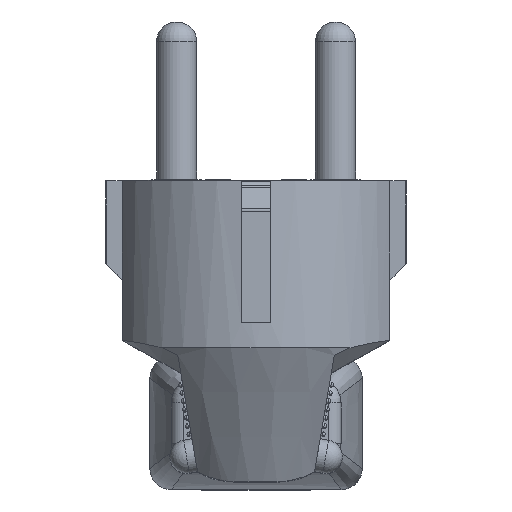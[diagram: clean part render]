
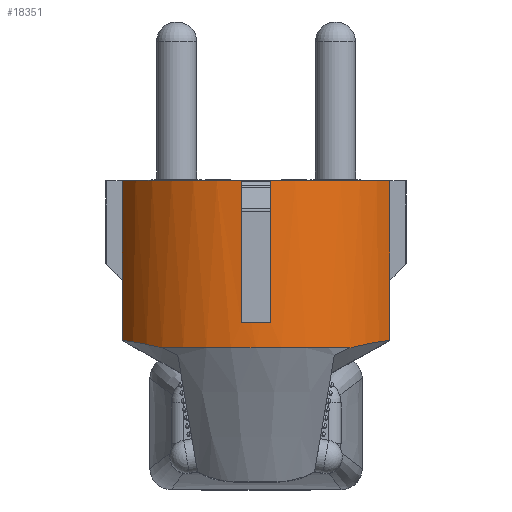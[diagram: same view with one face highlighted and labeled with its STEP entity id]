
A CAD part, top view. The second image highlights one B-rep face of the part: STEP entity #18351.
In plain terms, the highlighted cylindrical face has radius 18 mm (diameter 36 mm), a partial arc.
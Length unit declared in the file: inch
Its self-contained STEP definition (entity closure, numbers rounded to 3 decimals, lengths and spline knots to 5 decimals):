
#14 = CARTESIAN_POINT ( 'NONE',  ( 0., -0.32465, 0.62992 ) ) ;
#99 = CARTESIAN_POINT ( 'NONE',  ( 0.75443, -0.36845, -0.60538 ) ) ;
#104 = CARTESIAN_POINT ( 'NONE',  ( 0.76444, -0.45196, 0.54583 ) ) ;
#251 = CARTESIAN_POINT ( 'NONE',  ( 0.7874, -0.55373, -0.44225 ) ) ;
#448 = CARTESIAN_POINT ( 'NONE',  ( 0.75536, -0.37899, -0.59884 ) ) ;
#487 = ORIENTED_EDGE ( 'NONE', *, *, #15514, .T. ) ;
#555 = CARTESIAN_POINT ( 'NONE',  ( 0.75924, -0.4151, 0.57439 ) ) ;
#864 = CARTESIAN_POINT ( 'NONE',  ( 0.77771, -0.52211, -0.48184 ) ) ;
#1280 = FACE_OUTER_BOUND ( 'NONE', #14232, .T. ) ;
#1779 = CARTESIAN_POINT ( 'NONE',  ( 0.76798, -0.47269, 0.52801 ) ) ;
#1838 = B_SPLINE_CURVE_WITH_KNOTS ( 'NONE', 3,
 ( #5104, #3441, #10225, #16785, #17004, #1779, #20436, #15337, #16377, #104, #5214, #17929, #2700, #555, #19005, #6991, #19116, #2107, #7111, #1888 ),
 .UNSPECIFIED., .F., .F.,
 ( 4, 2, 2, 1, 1, 2, 2, 2, 2, 2, 4 ),
 ( 0., 0.25, 0.375, 0.4375, 0.46875, 0.48437, 0.5, 0.625, 0.6875, 0.75, 1. ),
 .UNSPECIFIED. ) ;
#1888 = CARTESIAN_POINT ( 'NONE',  ( 0.75143, -0.32465, 0.62992 ) ) ;
#2107 = CARTESIAN_POINT ( 'NONE',  ( 0.7543, -0.36879, 0.60564 ) ) ;
#2146 = CIRCLE ( 'NONE', #12792, 0.70866 ) ;
#2200 = VERTEX_POINT ( 'NONE', #14441 ) ;
#2212 = DIRECTION ( 'NONE',  ( 1., 0., 0. ) ) ;
#2215 = CARTESIAN_POINT ( 'NONE',  ( 0.76151, -0.43255, -0.5614 ) ) ;
#2423 = CARTESIAN_POINT ( 'NONE',  ( 0.7874, -0.55373, -0.44225 ) ) ;
#2700 = CARTESIAN_POINT ( 'NONE',  ( 0.76116, -0.43017, 0.5633 ) ) ;
#3038 = EDGE_CURVE ( 'NONE', #9752, #9406, #1838, .T. ) ;
#3136 = CARTESIAN_POINT ( 'NONE',  ( 0.75143, -0.32465, -0.62992 ) ) ;
#3441 = CARTESIAN_POINT ( 'NONE',  ( 0.78256, -0.53793, 0.46204 ) ) ;
#3573 = DIRECTION ( 'NONE',  ( 1., 0., 0. ) ) ;
#3666 = CARTESIAN_POINT ( 'NONE',  ( 0.75276, -0.34694, -0.61805 ) ) ;
#3857 = VECTOR ( 'NONE', #14381, 39.37008 ) ;
#4369 = VERTEX_POINT ( 'NONE', #17900 ) ;
#4395 = DIRECTION ( 'NONE',  ( -1., 0., 0. ) ) ;
#4870 = CARTESIAN_POINT ( 'NONE',  ( 0.66929, 0., 0. ) ) ;
#4935 = CIRCLE ( 'NONE', #17356, 0.70866 ) ;
#5104 = CARTESIAN_POINT ( 'NONE',  ( 0.7874, -0.55373, 0.44225 ) ) ;
#5214 = CARTESIAN_POINT ( 'NONE',  ( 0.76426, -0.45083, 0.54677 ) ) ;
#5706 = ORIENTED_EDGE ( 'NONE', *, *, #15048, .F. ) ;
#5865 = DIRECTION ( 'NONE',  ( 0., 0., -1. ) ) ;
#5999 = ORIENTED_EDGE ( 'NONE', *, *, #10972, .T. ) ;
#6112 = AXIS2_PLACEMENT_3D ( 'NONE', #11505, #15149, #7940 ) ;
#6263 = CARTESIAN_POINT ( 'NONE',  ( 0., -0.7053, 0.0689 ) ) ;
#6508 = LINE ( 'NONE', #19837, #17422 ) ;
#6711 = CYLINDRICAL_SURFACE ( 'NONE', #6112, 0.70866 ) ;
#6852 = VERTEX_POINT ( 'NONE', #17635 ) ;
#6881 = CARTESIAN_POINT ( 'NONE',  ( 0.75859, -0.41003, -0.57813 ) ) ;
#6991 = CARTESIAN_POINT ( 'NONE',  ( 0.75746, -0.39979, 0.58516 ) ) ;
#7111 = CARTESIAN_POINT ( 'NONE',  ( 0.75265, -0.34719, 0.61831 ) ) ;
#7321 = CARTESIAN_POINT ( 'NONE',  ( 0.76331, -0.44475, -0.55173 ) ) ;
#7940 = DIRECTION ( 'NONE',  ( 0., 0., -1. ) ) ;
#8573 = EDGE_CURVE ( 'NONE', #14583, #9375, #6508, .T. ) ;
#8758 = CARTESIAN_POINT ( 'NONE',  ( 0.75585, -0.38413, -0.59555 ) ) ;
#9175 = EDGE_CURVE ( 'NONE', #2200, #10695, #9431, .T. ) ;
#9288 = LINE ( 'NONE', #16498, #3857 ) ;
#9375 = VERTEX_POINT ( 'NONE', #6263 ) ;
#9406 = VERTEX_POINT ( 'NONE', #13157 ) ;
#9431 = B_SPLINE_CURVE_WITH_KNOTS ( 'NONE', 3,
 ( #3136, #18896, #3666, #18363, #99, #448, #8758, #15543, #6881, #18778, #2215, #14307, #7321, #14414, #19425, #17868, #864, #2423 ),
 .UNSPECIFIED., .F., .F.,
 ( 4, 2, 2, 2, 2, 1, 1, 2, 2, 4 ),
 ( 0., 0.125, 0.1875, 0.25, 0.375, 0.4375, 0.46875, 0.48437, 0.5, 1. ),
 .UNSPECIFIED. ) ;
#9566 = AXIS2_PLACEMENT_3D ( 'NONE', #16086, #2212, #5865 ) ;
#9752 = VERTEX_POINT ( 'NONE', #11244 ) ;
#9789 = EDGE_CURVE ( 'NONE', #9406, #12077, #19212, .T. ) ;
#9950 = DIRECTION ( 'NONE',  ( 1., 0., 0. ) ) ;
#10225 = CARTESIAN_POINT ( 'NONE',  ( 0.77819, -0.52124, 0.48075 ) ) ;
#10695 = VERTEX_POINT ( 'NONE', #251 ) ;
#10739 = VERTEX_POINT ( 'NONE', #12373 ) ;
#10773 = ORIENTED_EDGE ( 'NONE', *, *, #9175, .T. ) ;
#10972 = EDGE_CURVE ( 'NONE', #4369, #6852, #20757, .T. ) ;
#11244 = CARTESIAN_POINT ( 'NONE',  ( 0.7874, -0.55373, 0.44225 ) ) ;
#11505 = CARTESIAN_POINT ( 'NONE',  ( 1.41732, 0., 0. ) ) ;
#11980 = CARTESIAN_POINT ( 'NONE',  ( 1.41732, -0.32465, 0.62992 ) ) ;
#12070 = CIRCLE ( 'NONE', #9566, 0.70866 ) ;
#12077 = VERTEX_POINT ( 'NONE', #14 ) ;
#12144 = ORIENTED_EDGE ( 'NONE', *, *, #14347, .F. ) ;
#12373 = CARTESIAN_POINT ( 'NONE',  ( 0.66929, -0.7053, -0.0689 ) ) ;
#12792 = AXIS2_PLACEMENT_3D ( 'NONE', #17060, #9950, #20486 ) ;
#12989 = DIRECTION ( 'NONE',  ( -1., 0., 0. ) ) ;
#13157 = CARTESIAN_POINT ( 'NONE',  ( 0.75143, -0.32465, 0.62992 ) ) ;
#13315 = CARTESIAN_POINT ( 'NONE',  ( 1.41732, -0.32465, -0.62992 ) ) ;
#13448 = DIRECTION ( 'NONE',  ( 0., 0., -1. ) ) ;
#14074 = DIRECTION ( 'NONE',  ( -1., 0., 0. ) ) ;
#14232 = EDGE_LOOP ( 'NONE', ( #5706, #5999, #12144, #10773, #15657, #17098, #21254, #19609, #16618, #487 ) ) ;
#14307 = CARTESIAN_POINT ( 'NONE',  ( 0.76276, -0.44111, -0.55465 ) ) ;
#14347 = EDGE_CURVE ( 'NONE', #2200, #6852, #14767, .T. ) ;
#14381 = DIRECTION ( 'NONE',  ( 1., 0., 0. ) ) ;
#14414 = CARTESIAN_POINT ( 'NONE',  ( 0.76368, -0.44717, -0.54977 ) ) ;
#14441 = CARTESIAN_POINT ( 'NONE',  ( 0.75143, -0.32465, -0.62992 ) ) ;
#14583 = VERTEX_POINT ( 'NONE', #18886 ) ;
#14767 = LINE ( 'NONE', #13315, #15191 ) ;
#15048 = EDGE_CURVE ( 'NONE', #4369, #10739, #9288, .T. ) ;
#15149 = DIRECTION ( 'NONE',  ( 1., 0., 0. ) ) ;
#15191 = VECTOR ( 'NONE', #12989, 39.37008 ) ;
#15337 = CARTESIAN_POINT ( 'NONE',  ( 0.76538, -0.45777, 0.54098 ) ) ;
#15514 = EDGE_CURVE ( 'NONE', #14583, #10739, #4935, .T. ) ;
#15543 = CARTESIAN_POINT ( 'NONE',  ( 0.75742, -0.39979, -0.58526 ) ) ;
#15558 = CARTESIAN_POINT ( 'NONE',  ( 0., 0., 0. ) ) ;
#15657 = ORIENTED_EDGE ( 'NONE', *, *, #16323, .F. ) ;
#15673 = EDGE_CURVE ( 'NONE', #12077, #9375, #12070, .T. ) ;
#15793 = AXIS2_PLACEMENT_3D ( 'NONE', #15558, #3573, #13448 ) ;
#16086 = CARTESIAN_POINT ( 'NONE',  ( 0., 0., 0. ) ) ;
#16323 = EDGE_CURVE ( 'NONE', #9752, #10695, #2146, .T. ) ;
#16377 = CARTESIAN_POINT ( 'NONE',  ( 0.76481, -0.45429, 0.5439 ) ) ;
#16498 = CARTESIAN_POINT ( 'NONE',  ( 1.41732, -0.7053, -0.0689 ) ) ;
#16618 = ORIENTED_EDGE ( 'NONE', *, *, #8573, .F. ) ;
#16659 = DIRECTION ( 'NONE',  ( 1., 0., 0. ) ) ;
#16785 = CARTESIAN_POINT ( 'NONE',  ( 0.77236, -0.49514, 0.50714 ) ) ;
#17004 = CARTESIAN_POINT ( 'NONE',  ( 0.77053, -0.48626, 0.51566 ) ) ;
#17060 = CARTESIAN_POINT ( 'NONE',  ( 0.7874, 0., 0. ) ) ;
#17098 = ORIENTED_EDGE ( 'NONE', *, *, #3038, .T. ) ;
#17356 = AXIS2_PLACEMENT_3D ( 'NONE', #4870, #16659, #21549 ) ;
#17422 = VECTOR ( 'NONE', #4395, 39.37008 ) ;
#17635 = CARTESIAN_POINT ( 'NONE',  ( 0., -0.32465, -0.62992 ) ) ;
#17868 = CARTESIAN_POINT ( 'NONE',  ( 0.76993, -0.48697, -0.51711 ) ) ;
#17900 = CARTESIAN_POINT ( 'NONE',  ( 0., -0.7053, -0.0689 ) ) ;
#17929 = CARTESIAN_POINT ( 'NONE',  ( 0.76256, -0.44001, 0.55565 ) ) ;
#18351 = ADVANCED_FACE ( 'NONE', ( #1280 ), #6711, .T. ) ;
#18363 = CARTESIAN_POINT ( 'NONE',  ( 0.75399, -0.36312, -0.60859 ) ) ;
#18778 = CARTESIAN_POINT ( 'NONE',  ( 0.76051, -0.42509, -0.56704 ) ) ;
#18886 = CARTESIAN_POINT ( 'NONE',  ( 0.66929, -0.7053, 0.0689 ) ) ;
#18896 = CARTESIAN_POINT ( 'NONE',  ( 0.75204, -0.33591, -0.62412 ) ) ;
#19005 = CARTESIAN_POINT ( 'NONE',  ( 0.75862, -0.41003, 0.57803 ) ) ;
#19116 = CARTESIAN_POINT ( 'NONE',  ( 0.7569, -0.39455, 0.5887 ) ) ;
#19212 = LINE ( 'NONE', #11980, #19547 ) ;
#19425 = CARTESIAN_POINT ( 'NONE',  ( 0.76388, -0.44841, -0.54876 ) ) ;
#19547 = VECTOR ( 'NONE', #14074, 39.37008 ) ;
#19609 = ORIENTED_EDGE ( 'NONE', *, *, #15673, .T. ) ;
#19837 = CARTESIAN_POINT ( 'NONE',  ( 1.41732, -0.7053, 0.0689 ) ) ;
#20436 = CARTESIAN_POINT ( 'NONE',  ( 0.76674, -0.46585, 0.53409 ) ) ;
#20486 = DIRECTION ( 'NONE',  ( 0., 0., -1. ) ) ;
#20757 = CIRCLE ( 'NONE', #15793, 0.70866 ) ;
#21254 = ORIENTED_EDGE ( 'NONE', *, *, #9789, .T. ) ;
#21549 = DIRECTION ( 'NONE',  ( 0., 0., 1. ) ) ;
